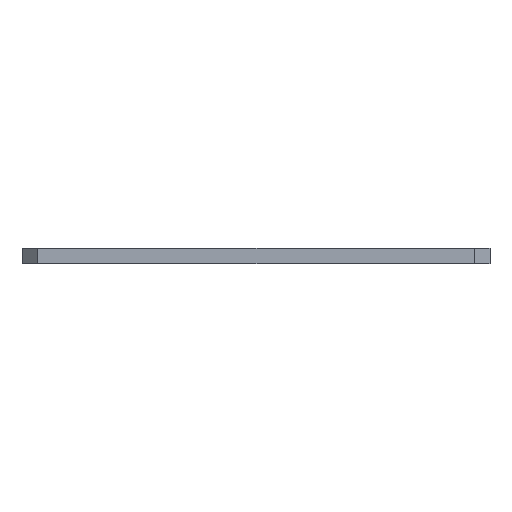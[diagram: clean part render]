
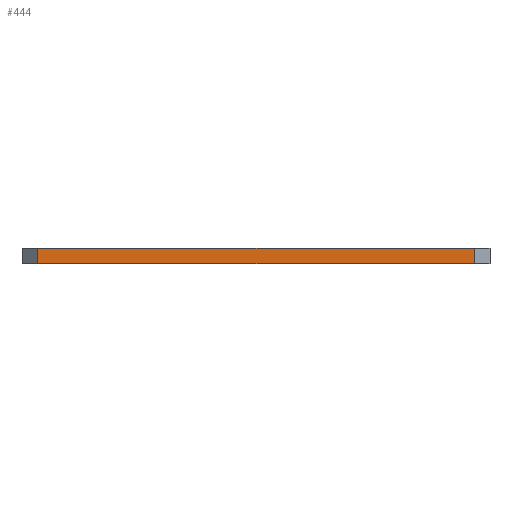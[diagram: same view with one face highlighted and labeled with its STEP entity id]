
A CAD part, front view. The second image highlights one B-rep face of the part: STEP entity #444.
In plain terms, the highlighted planar face has unit normal (0, -1, 0).
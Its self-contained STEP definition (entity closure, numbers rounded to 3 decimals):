
#24 = DIRECTION ( 'NONE',  ( 1., 0., 0. ) ) ;
#26 = VECTOR ( 'NONE', #24, 1000. ) ;
#34 = EDGE_CURVE ( 'NONE', #709, #664, #741, .T. ) ;
#43 = CARTESIAN_POINT ( 'NONE',  ( -30., -45., 2. ) ) ;
#59 = CARTESIAN_POINT ( 'NONE',  ( -28., -45., 2. ) ) ;
#87 = EDGE_LOOP ( 'NONE', ( #653, #457, #618, #187 ) ) ;
#102 = LINE ( 'NONE', #43, #725 ) ;
#106 = CARTESIAN_POINT ( 'NONE',  ( 28., -45., 2. ) ) ;
#142 = VERTEX_POINT ( 'NONE', #527 ) ;
#187 = ORIENTED_EDGE ( 'NONE', *, *, #34, .T. ) ;
#190 = EDGE_CURVE ( 'NONE', #142, #664, #102, .T. ) ;
#255 = FACE_OUTER_BOUND ( 'NONE', #87, .T. ) ;
#314 = DIRECTION ( 'NONE',  ( 0., 1., 0. ) ) ;
#340 = EDGE_CURVE ( 'NONE', #142, #426, #368, .T. ) ;
#357 = AXIS2_PLACEMENT_3D ( 'NONE', #666, #314, #553 ) ;
#368 = LINE ( 'NONE', #59, #740 ) ;
#424 = EDGE_CURVE ( 'NONE', #426, #709, #732, .T. ) ;
#426 = VERTEX_POINT ( 'NONE', #735 ) ;
#444 = ADVANCED_FACE ( 'NONE', ( #255 ), #678, .F. ) ;
#448 = DIRECTION ( 'NONE',  ( 0., 0., 1. ) ) ;
#457 = ORIENTED_EDGE ( 'NONE', *, *, #340, .T. ) ;
#496 = CARTESIAN_POINT ( 'NONE',  ( 28., -45., 2. ) ) ;
#515 = DIRECTION ( 'NONE',  ( 1., 0., 0. ) ) ;
#527 = CARTESIAN_POINT ( 'NONE',  ( -28., -45., 2. ) ) ;
#553 = DIRECTION ( 'NONE',  ( 0., 0., 1. ) ) ;
#593 = CARTESIAN_POINT ( 'NONE',  ( 28., -45., 0. ) ) ;
#609 = CARTESIAN_POINT ( 'NONE',  ( -30., -45., 0. ) ) ;
#618 = ORIENTED_EDGE ( 'NONE', *, *, #424, .T. ) ;
#653 = ORIENTED_EDGE ( 'NONE', *, *, #190, .F. ) ;
#664 = VERTEX_POINT ( 'NONE', #106 ) ;
#666 = CARTESIAN_POINT ( 'NONE',  ( -30., -45., 2. ) ) ;
#678 = PLANE ( 'NONE',  #357 ) ;
#709 = VERTEX_POINT ( 'NONE', #593 ) ;
#721 = DIRECTION ( 'NONE',  ( 0., 0., -1. ) ) ;
#725 = VECTOR ( 'NONE', #515, 1000. ) ;
#732 = LINE ( 'NONE', #609, #26 ) ;
#735 = CARTESIAN_POINT ( 'NONE',  ( -28., -45., 0. ) ) ;
#740 = VECTOR ( 'NONE', #721, 1000. ) ;
#741 = LINE ( 'NONE', #496, #765 ) ;
#765 = VECTOR ( 'NONE', #448, 1000. ) ;
